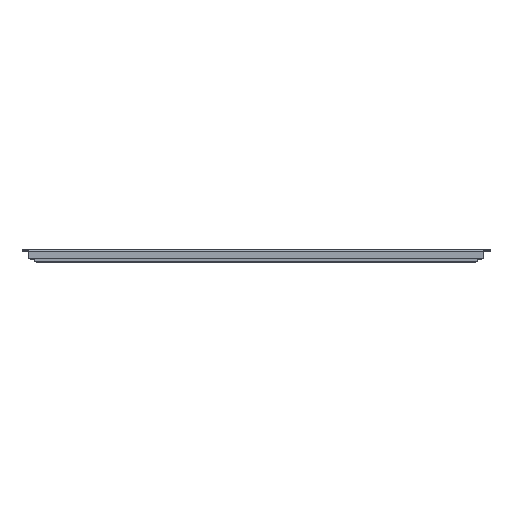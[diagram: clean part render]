
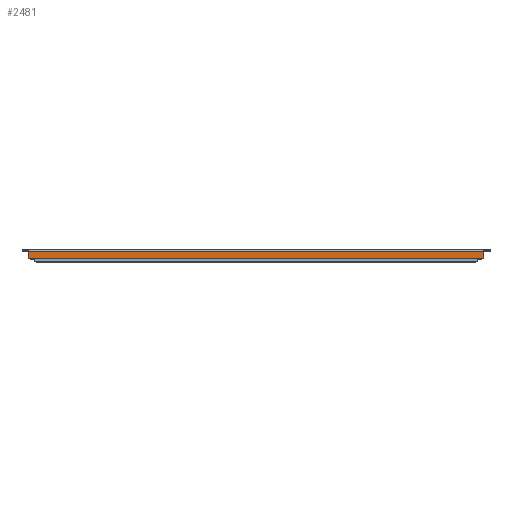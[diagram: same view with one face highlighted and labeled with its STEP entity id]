
A CAD part, top view. The second image highlights one B-rep face of the part: STEP entity #2481.
In plain terms, the highlighted planar face has unit normal (0, 0, 1).
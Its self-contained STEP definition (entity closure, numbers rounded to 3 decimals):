
#133 = ORIENTED_EDGE ( 'NONE', *, *, #1166, .F. ) ;
#173 = LINE ( 'NONE', #3524, #2954 ) ;
#209 = ORIENTED_EDGE ( 'NONE', *, *, #3384, .T. ) ;
#418 = CARTESIAN_POINT ( 'NONE',  ( -373.25, -15., 47.45 ) ) ;
#678 = VERTEX_POINT ( 'NONE', #2019 ) ;
#719 = CARTESIAN_POINT ( 'NONE',  ( -378.25, -15., 47.45 ) ) ;
#810 = DIRECTION ( 'NONE',  ( 0., 1., 0. ) ) ;
#856 = VECTOR ( 'NONE', #3039, 1000. ) ;
#893 = LINE ( 'NONE', #1655, #856 ) ;
#956 = DIRECTION ( 'NONE',  ( 0., -1., 0. ) ) ;
#1025 = DIRECTION ( 'NONE',  ( 0., 0., 1. ) ) ;
#1036 = ORIENTED_EDGE ( 'NONE', *, *, #1343, .F. ) ;
#1094 = CARTESIAN_POINT ( 'NONE',  ( -378.25, -1.5, 47.45 ) ) ;
#1166 = EDGE_CURVE ( 'NONE', #1863, #2328, #2638, .T. ) ;
#1205 = ORIENTED_EDGE ( 'NONE', *, *, #2030, .T. ) ;
#1343 = EDGE_CURVE ( 'NONE', #2087, #3255, #2120, .T. ) ;
#1420 = EDGE_CURVE ( 'NONE', #678, #2105, #893, .T. ) ;
#1497 = DIRECTION ( 'NONE',  ( 0., -1., 0. ) ) ;
#1569 = DIRECTION ( 'NONE',  ( 0., -1., 0. ) ) ;
#1587 = FACE_OUTER_BOUND ( 'NONE', #3278, .T. ) ;
#1655 = CARTESIAN_POINT ( 'NONE',  ( 378.25, -15., 47.45 ) ) ;
#1762 = AXIS2_PLACEMENT_3D ( 'NONE', #2536, #3388, #1497 ) ;
#1857 = ORIENTED_EDGE ( 'NONE', *, *, #2337, .T. ) ;
#1863 = VERTEX_POINT ( 'NONE', #2477 ) ;
#2019 = CARTESIAN_POINT ( 'NONE',  ( 378.25, -3., 47.45 ) ) ;
#2030 = EDGE_CURVE ( 'NONE', #678, #3255, #173, .T. ) ;
#2031 = CIRCLE ( 'NONE', #2656, 5. ) ;
#2065 = DIRECTION ( 'NONE',  ( -1., 0., 0. ) ) ;
#2087 = VERTEX_POINT ( 'NONE', #2629 ) ;
#2105 = VERTEX_POINT ( 'NONE', #3252 ) ;
#2120 = LINE ( 'NONE', #1094, #2578 ) ;
#2237 = CARTESIAN_POINT ( 'NONE',  ( -378.25, -3., 47.45 ) ) ;
#2328 = VERTEX_POINT ( 'NONE', #418 ) ;
#2337 = EDGE_CURVE ( 'NONE', #2087, #2328, #2678, .T. ) ;
#2414 = AXIS2_PLACEMENT_3D ( 'NONE', #3518, #1025, #1569 ) ;
#2477 = CARTESIAN_POINT ( 'NONE',  ( 373.25, -15., 47.45 ) ) ;
#2481 = ADVANCED_FACE ( 'NONE', ( #1587 ), #3464, .T. ) ;
#2536 = CARTESIAN_POINT ( 'NONE',  ( -373.25, -10., 47.45 ) ) ;
#2578 = VECTOR ( 'NONE', #810, 1000. ) ;
#2629 = CARTESIAN_POINT ( 'NONE',  ( -378.25, -10., 47.45 ) ) ;
#2638 = LINE ( 'NONE', #719, #3225 ) ;
#2656 = AXIS2_PLACEMENT_3D ( 'NONE', #3409, #3133, #956 ) ;
#2678 = CIRCLE ( 'NONE', #1762, 5. ) ;
#2954 = VECTOR ( 'NONE', #3175, 1000. ) ;
#3039 = DIRECTION ( 'NONE',  ( 0., -1., 0. ) ) ;
#3133 = DIRECTION ( 'NONE',  ( 0., 0., 1. ) ) ;
#3175 = DIRECTION ( 'NONE',  ( -1., 0., 0. ) ) ;
#3225 = VECTOR ( 'NONE', #2065, 1000. ) ;
#3244 = ORIENTED_EDGE ( 'NONE', *, *, #1420, .F. ) ;
#3252 = CARTESIAN_POINT ( 'NONE',  ( 378.25, -10., 47.45 ) ) ;
#3255 = VERTEX_POINT ( 'NONE', #2237 ) ;
#3278 = EDGE_LOOP ( 'NONE', ( #1036, #1857, #133, #209, #3244, #1205 ) ) ;
#3384 = EDGE_CURVE ( 'NONE', #1863, #2105, #2031, .T. ) ;
#3388 = DIRECTION ( 'NONE',  ( 0., 0., 1. ) ) ;
#3409 = CARTESIAN_POINT ( 'NONE',  ( 373.25, -10., 47.45 ) ) ;
#3464 = PLANE ( 'NONE',  #2414 ) ;
#3518 = CARTESIAN_POINT ( 'NONE',  ( 0., 0., 47.45 ) ) ;
#3524 = CARTESIAN_POINT ( 'NONE',  ( 0., -3., 47.45 ) ) ;
